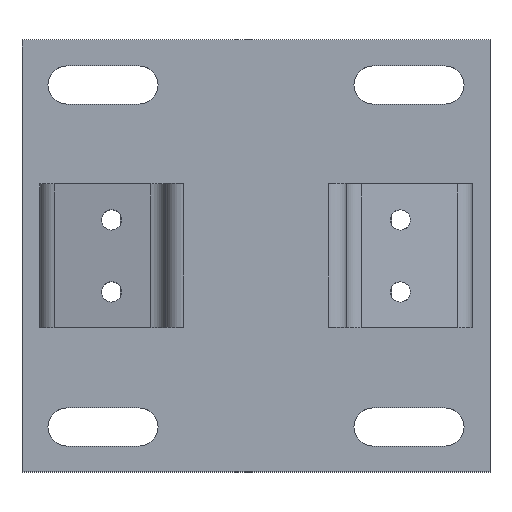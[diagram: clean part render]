
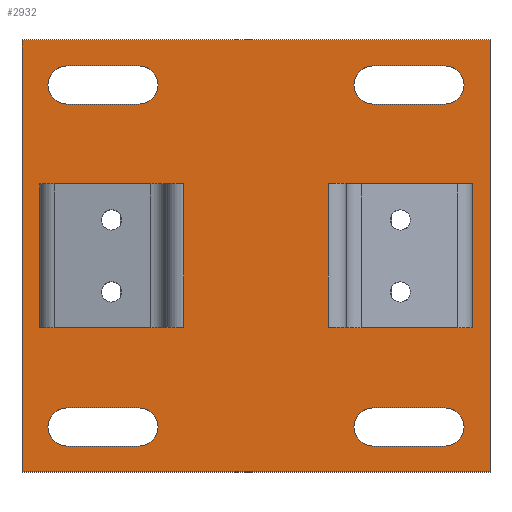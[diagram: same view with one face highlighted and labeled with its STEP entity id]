
A CAD part, top view. The second image highlights one B-rep face of the part: STEP entity #2932.
In plain terms, the highlighted planar face has unit normal (0, 0, 1).
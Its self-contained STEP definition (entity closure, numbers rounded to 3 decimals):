
#1736=CARTESIAN_POINT('',(-0.86,1.75,0.02));
#1737=VERTEX_POINT('',#1736);
#1753=CARTESIAN_POINT('',(-1.14,1.75,0.02));
#1754=VERTEX_POINT('',#1753);
#1761=CARTESIAN_POINT('',(-1.,1.75,0.02));
#1762=DIRECTION('',(0.0,0.0,-1.0));
#1763=DIRECTION('',(1.0,0.0,0.0));
#1764=AXIS2_PLACEMENT_3D('',#1761,#1762,#1763);
#1765=CIRCLE('',#1764,0.14);
#1766=EDGE_CURVE('',#1737,#1754,#1765,.T.);
#1778=CARTESIAN_POINT('',(-0.86,0.75,0.02));
#1779=VERTEX_POINT('',#1778);
#1795=CARTESIAN_POINT('',(-1.14,0.75,0.02));
#1796=VERTEX_POINT('',#1795);
#1803=CARTESIAN_POINT('',(-1.,0.75,0.02));
#1804=DIRECTION('',(0.0,0.0,-1.0));
#1805=DIRECTION('',(1.0,0.0,0.0));
#1806=AXIS2_PLACEMENT_3D('',#1803,#1804,#1805);
#1807=CIRCLE('',#1806,0.14);
#1808=EDGE_CURVE('',#1779,#1796,#1807,.T.);
#1820=CARTESIAN_POINT('',(3.15,0.75,0.02));
#1821=VERTEX_POINT('',#1820);
#1837=CARTESIAN_POINT('',(2.87,0.75,0.02));
#1838=VERTEX_POINT('',#1837);
#1845=CARTESIAN_POINT('',(3.01,0.75,0.02));
#1846=DIRECTION('',(0.0,0.0,-1.0));
#1847=DIRECTION('',(1.0,0.0,0.0));
#1848=AXIS2_PLACEMENT_3D('',#1845,#1846,#1847);
#1849=CIRCLE('',#1848,0.14);
#1850=EDGE_CURVE('',#1821,#1838,#1849,.T.);
#1862=CARTESIAN_POINT('',(3.15,1.75,0.02));
#1863=VERTEX_POINT('',#1862);
#1879=CARTESIAN_POINT('',(2.87,1.75,0.02));
#1880=VERTEX_POINT('',#1879);
#1887=CARTESIAN_POINT('',(3.01,1.75,0.02));
#1888=DIRECTION('',(0.0,0.0,-1.0));
#1889=DIRECTION('',(1.0,0.0,0.0));
#1890=AXIS2_PLACEMENT_3D('',#1887,#1888,#1889);
#1891=CIRCLE('',#1890,0.14);
#1892=EDGE_CURVE('',#1863,#1880,#1891,.T.);
#2126=CARTESIAN_POINT('',(-0.62,3.36,0.02));
#2127=VERTEX_POINT('',#2126);
#2128=CARTESIAN_POINT('',(-1.62,3.36,0.02));
#2129=VERTEX_POINT('',#2128);
#2130=CARTESIAN_POINT('',(-0.62,3.36,0.02));
#2131=DIRECTION('',(-1.0,0.0,0.0));
#2132=VECTOR('',#2131,1.0);
#2133=LINE('',#2130,#2132);
#2134=EDGE_CURVE('',#2127,#2129,#2133,.T.);
#2166=CARTESIAN_POINT('',(-1.62,3.89,0.02));
#2167=VERTEX_POINT('',#2166);
#2168=CARTESIAN_POINT('',(-1.62,3.625,0.02));
#2169=DIRECTION('',(0.0,0.0,-1.0));
#2170=DIRECTION('',(-1.0,0.0,0.0));
#2171=AXIS2_PLACEMENT_3D('',#2168,#2169,#2170);
#2172=CIRCLE('',#2171,0.265);
#2173=EDGE_CURVE('',#2129,#2167,#2172,.T.);
#2199=CARTESIAN_POINT('',(-0.62,3.89,0.02));
#2200=VERTEX_POINT('',#2199);
#2201=CARTESIAN_POINT('',(-1.62,3.89,0.02));
#2202=DIRECTION('',(1.0,0.0,0.0));
#2203=VECTOR('',#2202,1.0);
#2204=LINE('',#2201,#2203);
#2205=EDGE_CURVE('',#2167,#2200,#2204,.T.);
#2230=CARTESIAN_POINT('',(-0.62,3.625,0.02));
#2231=DIRECTION('',(0.0,0.0,-1.0));
#2232=DIRECTION('',(1.0,0.0,0.0));
#2233=AXIS2_PLACEMENT_3D('',#2230,#2231,#2232);
#2234=CIRCLE('',#2233,0.265);
#2235=EDGE_CURVE('',#2200,#2127,#2234,.T.);
#2254=CARTESIAN_POINT('',(3.63,3.36,0.02));
#2255=VERTEX_POINT('',#2254);
#2256=CARTESIAN_POINT('',(2.63,3.36,0.02));
#2257=VERTEX_POINT('',#2256);
#2258=CARTESIAN_POINT('',(3.63,3.36,0.02));
#2259=DIRECTION('',(-1.0,0.0,0.0));
#2260=VECTOR('',#2259,1.0);
#2261=LINE('',#2258,#2260);
#2262=EDGE_CURVE('',#2255,#2257,#2261,.T.);
#2294=CARTESIAN_POINT('',(2.63,3.89,0.02));
#2295=VERTEX_POINT('',#2294);
#2296=CARTESIAN_POINT('',(2.63,3.625,0.02));
#2297=DIRECTION('',(0.0,0.0,-1.0));
#2298=DIRECTION('',(-1.0,0.0,0.0));
#2299=AXIS2_PLACEMENT_3D('',#2296,#2297,#2298);
#2300=CIRCLE('',#2299,0.265);
#2301=EDGE_CURVE('',#2257,#2295,#2300,.T.);
#2327=CARTESIAN_POINT('',(3.63,3.89,0.02));
#2328=VERTEX_POINT('',#2327);
#2329=CARTESIAN_POINT('',(2.63,3.89,0.02));
#2330=DIRECTION('',(1.0,0.0,0.0));
#2331=VECTOR('',#2330,1.0);
#2332=LINE('',#2329,#2331);
#2333=EDGE_CURVE('',#2295,#2328,#2332,.T.);
#2358=CARTESIAN_POINT('',(3.63,3.625,0.02));
#2359=DIRECTION('',(0.0,0.0,-1.0));
#2360=DIRECTION('',(1.0,0.0,0.0));
#2361=AXIS2_PLACEMENT_3D('',#2358,#2359,#2360);
#2362=CIRCLE('',#2361,0.265);
#2363=EDGE_CURVE('',#2328,#2255,#2362,.T.);
#2382=CARTESIAN_POINT('',(-2.245,4.25,0.02));
#2383=VERTEX_POINT('',#2382);
#2384=CARTESIAN_POINT('',(4.255,4.25,0.02));
#2385=VERTEX_POINT('',#2384);
#2386=CARTESIAN_POINT('',(-2.245,4.25,0.02));
#2387=DIRECTION('',(1.0,0.0,0.0));
#2388=VECTOR('',#2387,6.5);
#2389=LINE('',#2386,#2388);
#2390=EDGE_CURVE('',#2383,#2385,#2389,.T.);
#2422=CARTESIAN_POINT('',(-0.62,-1.39,0.02));
#2423=VERTEX_POINT('',#2422);
#2424=CARTESIAN_POINT('',(-1.62,-1.39,0.02));
#2425=VERTEX_POINT('',#2424);
#2426=CARTESIAN_POINT('',(-0.62,-1.39,0.02));
#2427=DIRECTION('',(-1.0,0.0,0.0));
#2428=VECTOR('',#2427,1.0);
#2429=LINE('',#2426,#2428);
#2430=EDGE_CURVE('',#2423,#2425,#2429,.T.);
#2462=CARTESIAN_POINT('',(-1.62,-0.86,0.02));
#2463=VERTEX_POINT('',#2462);
#2464=CARTESIAN_POINT('',(-1.62,-1.125,0.02));
#2465=DIRECTION('',(0.0,0.0,-1.0));
#2466=DIRECTION('',(-1.0,0.0,0.0));
#2467=AXIS2_PLACEMENT_3D('',#2464,#2465,#2466);
#2468=CIRCLE('',#2467,0.265);
#2469=EDGE_CURVE('',#2425,#2463,#2468,.T.);
#2495=CARTESIAN_POINT('',(-0.62,-0.86,0.02));
#2496=VERTEX_POINT('',#2495);
#2497=CARTESIAN_POINT('',(-1.62,-0.86,0.02));
#2498=DIRECTION('',(1.0,0.0,0.0));
#2499=VECTOR('',#2498,1.0);
#2500=LINE('',#2497,#2499);
#2501=EDGE_CURVE('',#2463,#2496,#2500,.T.);
#2526=CARTESIAN_POINT('',(-0.62,-1.125,0.02));
#2527=DIRECTION('',(0.0,0.0,-1.0));
#2528=DIRECTION('',(1.0,0.0,0.0));
#2529=AXIS2_PLACEMENT_3D('',#2526,#2527,#2528);
#2530=CIRCLE('',#2529,0.265);
#2531=EDGE_CURVE('',#2496,#2423,#2530,.T.);
#2550=CARTESIAN_POINT('',(3.63,-1.39,0.02));
#2551=VERTEX_POINT('',#2550);
#2552=CARTESIAN_POINT('',(2.63,-1.39,0.02));
#2553=VERTEX_POINT('',#2552);
#2554=CARTESIAN_POINT('',(3.63,-1.39,0.02));
#2555=DIRECTION('',(-1.0,0.0,0.0));
#2556=VECTOR('',#2555,1.0);
#2557=LINE('',#2554,#2556);
#2558=EDGE_CURVE('',#2551,#2553,#2557,.T.);
#2590=CARTESIAN_POINT('',(2.63,-0.86,0.02));
#2591=VERTEX_POINT('',#2590);
#2592=CARTESIAN_POINT('',(2.63,-1.125,0.02));
#2593=DIRECTION('',(0.0,0.0,-1.0));
#2594=DIRECTION('',(-1.0,0.0,0.0));
#2595=AXIS2_PLACEMENT_3D('',#2592,#2593,#2594);
#2596=CIRCLE('',#2595,0.265);
#2597=EDGE_CURVE('',#2553,#2591,#2596,.T.);
#2623=CARTESIAN_POINT('',(3.63,-0.86,0.02));
#2624=VERTEX_POINT('',#2623);
#2625=CARTESIAN_POINT('',(2.63,-0.86,0.02));
#2626=DIRECTION('',(1.0,0.0,0.0));
#2627=VECTOR('',#2626,1.0);
#2628=LINE('',#2625,#2627);
#2629=EDGE_CURVE('',#2591,#2624,#2628,.T.);
#2654=CARTESIAN_POINT('',(3.63,-1.125,0.02));
#2655=DIRECTION('',(0.0,0.0,-1.0));
#2656=DIRECTION('',(1.0,0.0,0.0));
#2657=AXIS2_PLACEMENT_3D('',#2654,#2655,#2656);
#2658=CIRCLE('',#2657,0.265);
#2659=EDGE_CURVE('',#2624,#2551,#2658,.T.);
#2678=CARTESIAN_POINT('',(4.255,-1.75,0.02));
#2679=VERTEX_POINT('',#2678);
#2680=CARTESIAN_POINT('',(-2.245,-1.75,0.02));
#2681=VERTEX_POINT('',#2680);
#2682=CARTESIAN_POINT('',(4.255,-1.75,0.02));
#2683=DIRECTION('',(-1.0,0.0,0.0));
#2684=VECTOR('',#2683,6.5);
#2685=LINE('',#2682,#2684);
#2686=EDGE_CURVE('',#2679,#2681,#2685,.T.);
#2782=CARTESIAN_POINT('',(4.255,4.25,0.02));
#2783=DIRECTION('',(0.0,-1.0,0.0));
#2784=VECTOR('',#2783,6.);
#2785=LINE('',#2782,#2784);
#2786=EDGE_CURVE('',#2385,#2679,#2785,.T.);
#2797=CARTESIAN_POINT('',(-2.245,-1.75,0.02));
#2798=DIRECTION('',(0.0,1.0,0.0));
#2799=VECTOR('',#2798,6.);
#2800=LINE('',#2797,#2799);
#2801=EDGE_CURVE('',#2681,#2383,#2800,.T.);
#2815=CARTESIAN_POINT('',(3.01,1.75,0.02));
#2816=DIRECTION('',(0.0,0.0,-1.0));
#2817=DIRECTION('',(1.0,0.0,0.0));
#2818=AXIS2_PLACEMENT_3D('',#2815,#2816,#2817);
#2819=CIRCLE('',#2818,0.14);
#2820=EDGE_CURVE('',#1880,#1863,#2819,.T.);
#2833=CARTESIAN_POINT('',(3.01,0.75,0.02));
#2834=DIRECTION('',(0.0,0.0,-1.0));
#2835=DIRECTION('',(1.0,0.0,0.0));
#2836=AXIS2_PLACEMENT_3D('',#2833,#2834,#2835);
#2837=CIRCLE('',#2836,0.14);
#2838=EDGE_CURVE('',#1838,#1821,#2837,.T.);
#2851=CARTESIAN_POINT('',(-1.,0.75,0.02));
#2852=DIRECTION('',(0.0,0.0,-1.0));
#2853=DIRECTION('',(1.0,0.0,0.0));
#2854=AXIS2_PLACEMENT_3D('',#2851,#2852,#2853);
#2855=CIRCLE('',#2854,0.14);
#2856=EDGE_CURVE('',#1796,#1779,#2855,.T.);
#2869=CARTESIAN_POINT('',(-1.,1.75,0.02));
#2870=DIRECTION('',(0.0,0.0,-1.0));
#2871=DIRECTION('',(1.0,0.0,0.0));
#2872=AXIS2_PLACEMENT_3D('',#2869,#2870,#2871);
#2873=CIRCLE('',#2872,0.14);
#2874=EDGE_CURVE('',#1754,#1737,#2873,.T.);
#2881=CARTESIAN_POINT('',(-1.,1.75,0.02));
#2882=DIRECTION('',(0.0,0.0,1.0));
#2883=DIRECTION('',(1.0,0.0,0.0));
#2884=AXIS2_PLACEMENT_3D('',#2881,#2882,#2883);
#2885=PLANE('',#2884);
#2886=ORIENTED_EDGE('',*,*,#2786,.F.);
#2887=ORIENTED_EDGE('',*,*,#2390,.F.);
#2888=ORIENTED_EDGE('',*,*,#2801,.F.);
#2889=ORIENTED_EDGE('',*,*,#2686,.F.);
#2890=EDGE_LOOP('',(#2886,#2887,#2888,#2889));
#2891=FACE_OUTER_BOUND('',#2890,.T.);
#2892=ORIENTED_EDGE('',*,*,#1850,.T.);
#2893=ORIENTED_EDGE('',*,*,#2838,.T.);
#2894=EDGE_LOOP('',(#2892,#2893));
#2895=FACE_BOUND('',#2894,.T.);
#2896=ORIENTED_EDGE('',*,*,#1892,.T.);
#2897=ORIENTED_EDGE('',*,*,#2820,.T.);
#2898=EDGE_LOOP('',(#2896,#2897));
#2899=FACE_BOUND('',#2898,.T.);
#2900=ORIENTED_EDGE('',*,*,#1808,.T.);
#2901=ORIENTED_EDGE('',*,*,#2856,.T.);
#2902=EDGE_LOOP('',(#2900,#2901));
#2903=FACE_BOUND('',#2902,.T.);
#2904=ORIENTED_EDGE('',*,*,#2333,.T.);
#2905=ORIENTED_EDGE('',*,*,#2363,.T.);
#2906=ORIENTED_EDGE('',*,*,#2262,.T.);
#2907=ORIENTED_EDGE('',*,*,#2301,.T.);
#2908=EDGE_LOOP('',(#2904,#2905,#2906,#2907));
#2909=FACE_BOUND('',#2908,.T.);
#2910=ORIENTED_EDGE('',*,*,#2205,.T.);
#2911=ORIENTED_EDGE('',*,*,#2235,.T.);
#2912=ORIENTED_EDGE('',*,*,#2134,.T.);
#2913=ORIENTED_EDGE('',*,*,#2173,.T.);
#2914=EDGE_LOOP('',(#2910,#2911,#2912,#2913));
#2915=FACE_BOUND('',#2914,.T.);
#2916=ORIENTED_EDGE('',*,*,#2629,.T.);
#2917=ORIENTED_EDGE('',*,*,#2659,.T.);
#2918=ORIENTED_EDGE('',*,*,#2558,.T.);
#2919=ORIENTED_EDGE('',*,*,#2597,.T.);
#2920=EDGE_LOOP('',(#2916,#2917,#2918,#2919));
#2921=FACE_BOUND('',#2920,.T.);
#2922=ORIENTED_EDGE('',*,*,#2501,.T.);
#2923=ORIENTED_EDGE('',*,*,#2531,.T.);
#2924=ORIENTED_EDGE('',*,*,#2430,.T.);
#2925=ORIENTED_EDGE('',*,*,#2469,.T.);
#2926=EDGE_LOOP('',(#2922,#2923,#2924,#2925));
#2927=FACE_BOUND('',#2926,.T.);
#2928=ORIENTED_EDGE('',*,*,#1766,.T.);
#2929=ORIENTED_EDGE('',*,*,#2874,.T.);
#2930=EDGE_LOOP('',(#2928,#2929));
#2931=FACE_BOUND('',#2930,.T.);
#2932=ADVANCED_FACE('',(#2891,#2895,#2899,#2903,#2909,#2915,#2921,#2927,#2931),#2885,.T.);
